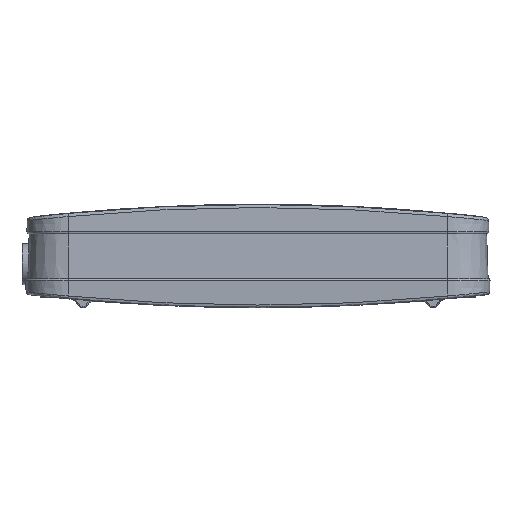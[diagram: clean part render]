
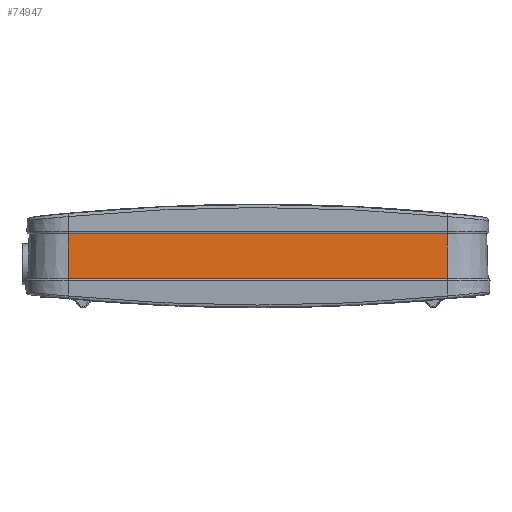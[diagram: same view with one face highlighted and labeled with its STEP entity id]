
A CAD part, front view. The second image highlights one B-rep face of the part: STEP entity #74947.
In plain terms, the highlighted planar face has unit normal (0, -1, 0.033).
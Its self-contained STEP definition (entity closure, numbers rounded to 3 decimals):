
#6392=LINE('',#201885,#11485);
#6463=LINE('',#202473,#11556);
#6486=LINE('',#202549,#11579);
#6487=LINE('',#202551,#11580);
#11485=VECTOR('',#98762,1000.);
#11556=VECTOR('',#98973,1000.);
#11579=VECTOR('',#99064,1000.);
#11580=VECTOR('',#99067,1000.);
#17338=PLANE('',#82081);
#21503=FACE_OUTER_BOUND('',#26081,.T.);
#26081=EDGE_LOOP('',(#63599,#63600,#63601,#63602));
#34785=VERTEX_POINT('',#201882);
#34786=VERTEX_POINT('',#201884);
#34871=VERTEX_POINT('',#202460);
#34874=VERTEX_POINT('',#202471);
#44731=EDGE_CURVE('',#34786,#34785,#6392,.T.);
#44856=EDGE_CURVE('',#34871,#34874,#6463,.F.);
#44895=EDGE_CURVE('',#34785,#34871,#6486,.F.);
#44896=EDGE_CURVE('',#34874,#34786,#6487,.T.);
#63599=ORIENTED_EDGE('',*,*,#44895,.T.);
#63600=ORIENTED_EDGE('',*,*,#44856,.T.);
#63601=ORIENTED_EDGE('',*,*,#44896,.T.);
#63602=ORIENTED_EDGE('',*,*,#44731,.T.);
#74947=ADVANCED_FACE('',(#21503),#17338,.T.);
#82081=AXIS2_PLACEMENT_3D('',#202550,#99065,#99066);
#98762=DIRECTION('',(1.,0.,0.));
#98973=DIRECTION('',(1.,0.,0.));
#99064=DIRECTION('',(0.,-0.033,-0.999));
#99065=DIRECTION('center_axis',(0.,-0.999,
0.033));
#99066=DIRECTION('ref_axis',(0.,-0.033,-0.999));
#99067=DIRECTION('',(0.,-0.033,-0.999));
#201882=CARTESIAN_POINT('',(196.95,-144.128,-45.));
#201884=CARTESIAN_POINT('',(-196.95,-144.128,-45.));
#201885=CARTESIAN_POINT('',(-196.95,-144.128,-45.));
#202460=CARTESIAN_POINT('',(196.95,-142.475,4.846));
#202471=CARTESIAN_POINT('',(-196.95,-142.475,4.846));
#202473=CARTESIAN_POINT('',(0.,-142.475,4.846));
#202549=CARTESIAN_POINT('',(196.95,-144.128,-45.));
#202550=CARTESIAN_POINT('Origin',(0.,-144.128,
-45.));
#202551=CARTESIAN_POINT('',(-196.95,-144.128,-45.));
